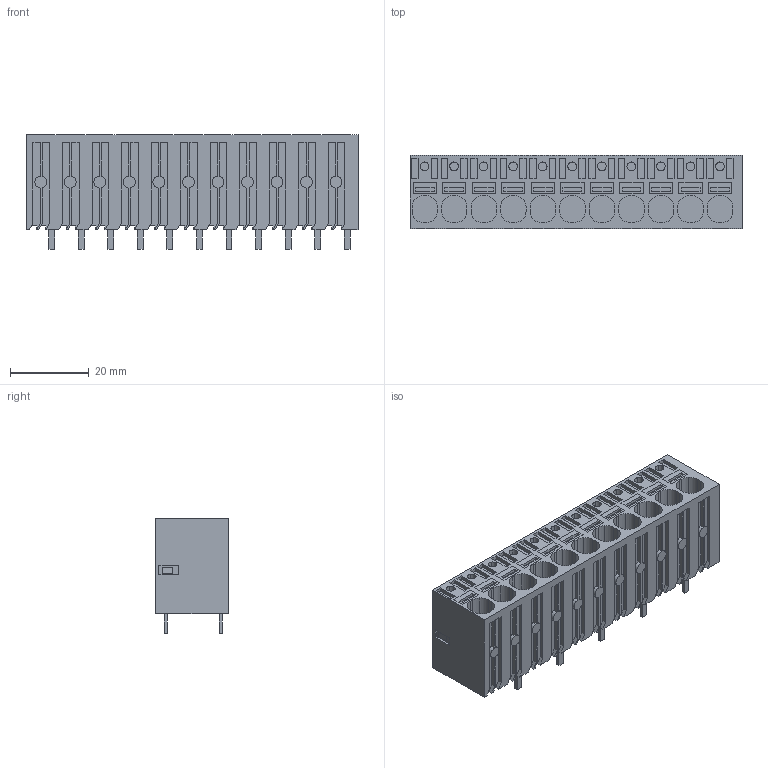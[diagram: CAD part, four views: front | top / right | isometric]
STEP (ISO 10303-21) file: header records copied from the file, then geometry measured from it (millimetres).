
FILE_DESCRIPTION(('CATIA V5 STEP Exchange','CAx-IF Rec.Pracs.--- Model Styling and Organization---1.4--- 2014-01-23'),'2;1');
FILE_NAME ('D1462825_1_2491710000_2491710000.stp','2018-11-19T15:41:57+00:00',('none'),('Weidmueller'),'CATIA Version 5-6 Release 2016 SP3 HF44','CATIA V5 STEP AP214','none');
FILE_SCHEMA(('AUTOMOTIVE_DESIGN { 1 0 10303 214 1 1 1 1 }'));
Length unit declared in the file: millimetre
Products named in the file (1): 2491710000
Bounding box: 84.3 x 18.5 x 29.15 mm (x, y, z)
Volume: 33061.8 mm3; surface area: 13873.1 mm2
Topology: 23 solids, 23 shells, 895 faces, 2319 edges, 1538 vertices
Faces by surface type: plane 763, cylinder 132
Entity records: 25962 total; most frequent: ORIENTED_EDGE 4638, CARTESIAN_POINT 4449, DIRECTION 3467, EDGE_CURVE 2319, VECTOR 2055, LINE 2055, VERTEX_POINT 1538, EDGE_LOOP 963
